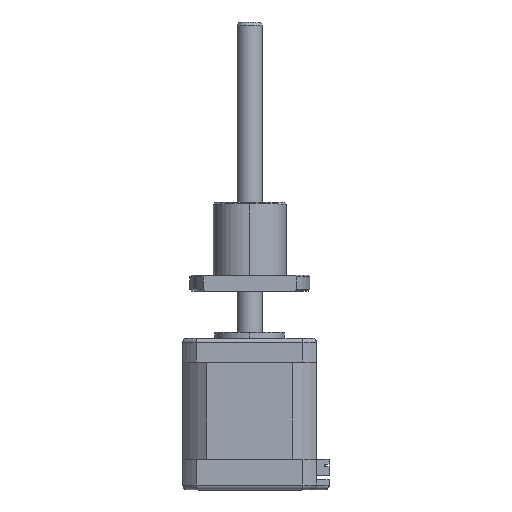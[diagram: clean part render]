
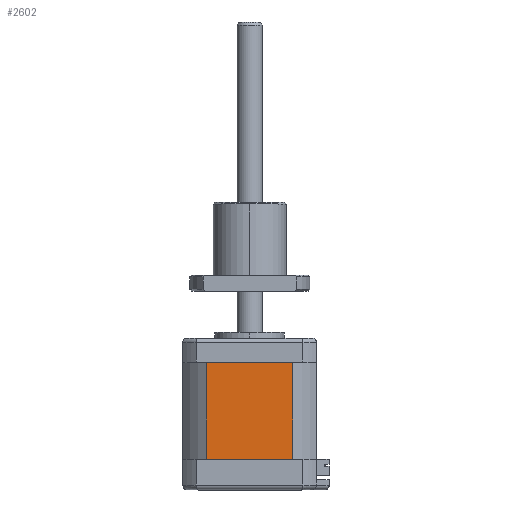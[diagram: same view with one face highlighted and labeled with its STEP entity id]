
A CAD part, top view. The second image highlights one B-rep face of the part: STEP entity #2602.
In plain terms, the highlighted planar face has unit normal (0, 0, 1).
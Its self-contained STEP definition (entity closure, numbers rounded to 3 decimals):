
#96 = FACE_OUTER_BOUND ( 'NONE', #10021, .T. ) ;
#252 = CARTESIAN_POINT ( 'NONE',  ( 8.885, -16.057, 37.738 ) ) ;
#364 = VECTOR ( 'NONE', #10060, 1000. ) ;
#501 = CARTESIAN_POINT ( 'NONE',  ( 8.885, 14.443, 37.738 ) ) ;
#828 = VECTOR ( 'NONE', #9315, 1000. ) ;
#1558 = VECTOR ( 'NONE', #2845, 1000. ) ;
#2050 = LINE ( 'NONE', #252, #10295 ) ;
#2106 = EDGE_CURVE ( 'NONE', #6152, #6482, #2050, .T. ) ;
#2479 = LINE ( 'NONE', #9251, #364 ) ;
#2602 = ADVANCED_FACE ( 'NONE', ( #96 ), #3394, .F. ) ;
#2845 = DIRECTION ( 'NONE',  ( -1., 0., 0. ) ) ;
#2914 = LINE ( 'NONE', #7861, #828 ) ;
#3364 = CARTESIAN_POINT ( 'NONE',  ( 8.885, -16.057, 37.738 ) ) ;
#3394 = PLANE ( 'NONE',  #7490 ) ;
#3432 = CARTESIAN_POINT ( 'NONE',  ( -18.303, 14.443, 37.738 ) ) ;
#3868 = CARTESIAN_POINT ( 'NONE',  ( 8.885, 14.443, 37.738 ) ) ;
#4047 = EDGE_CURVE ( 'NONE', #4664, #9459, #2914, .T. ) ;
#4202 = DIRECTION ( 'NONE',  ( 0., 0., -1. ) ) ;
#4664 = VERTEX_POINT ( 'NONE', #7962 ) ;
#5316 = EDGE_CURVE ( 'NONE', #6152, #4664, #2479, .T. ) ;
#5828 = DIRECTION ( 'NONE',  ( 0., 1., 0. ) ) ;
#6152 = VERTEX_POINT ( 'NONE', #8930 ) ;
#6482 = VERTEX_POINT ( 'NONE', #3868 ) ;
#7051 = ORIENTED_EDGE ( 'NONE', *, *, #5316, .F. ) ;
#7059 = ORIENTED_EDGE ( 'NONE', *, *, #2106, .T. ) ;
#7178 = ORIENTED_EDGE ( 'NONE', *, *, #9057, .T. ) ;
#7490 = AXIS2_PLACEMENT_3D ( 'NONE', #3364, #4202, #9803 ) ;
#7861 = CARTESIAN_POINT ( 'NONE',  ( -18.303, -16.057, 37.738 ) ) ;
#7962 = CARTESIAN_POINT ( 'NONE',  ( -18.303, -16.057, 37.738 ) ) ;
#8761 = ORIENTED_EDGE ( 'NONE', *, *, #4047, .F. ) ;
#8930 = CARTESIAN_POINT ( 'NONE',  ( 8.885, -16.057, 37.738 ) ) ;
#9057 = EDGE_CURVE ( 'NONE', #6482, #9459, #10031, .T. ) ;
#9251 = CARTESIAN_POINT ( 'NONE',  ( 8.885, -16.057, 37.738 ) ) ;
#9315 = DIRECTION ( 'NONE',  ( 0., 1., 0. ) ) ;
#9459 = VERTEX_POINT ( 'NONE', #3432 ) ;
#9803 = DIRECTION ( 'NONE',  ( 1., 0., 0. ) ) ;
#10021 = EDGE_LOOP ( 'NONE', ( #7178, #8761, #7051, #7059 ) ) ;
#10031 = LINE ( 'NONE', #501, #1558 ) ;
#10060 = DIRECTION ( 'NONE',  ( -1., 0., 0. ) ) ;
#10295 = VECTOR ( 'NONE', #5828, 1000. ) ;
